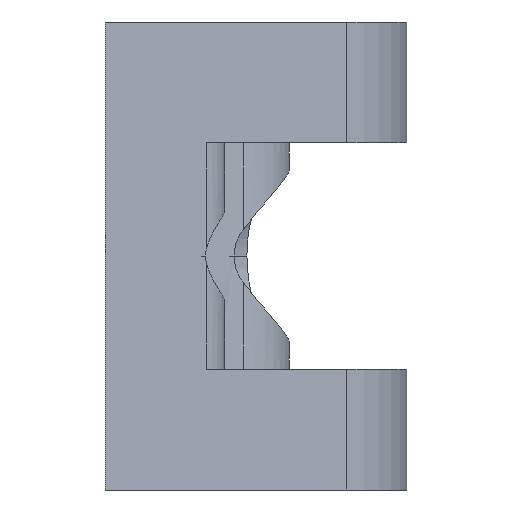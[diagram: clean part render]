
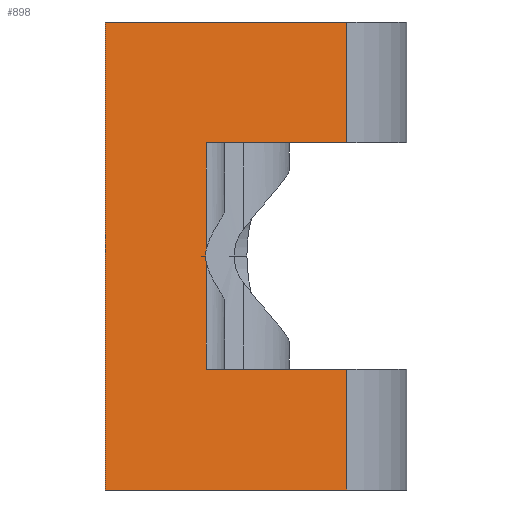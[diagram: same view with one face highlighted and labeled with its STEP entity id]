
A CAD part, left-side view. The second image highlights one B-rep face of the part: STEP entity #898.
In plain terms, the highlighted planar face has unit normal (-0.8, -0.6, 0).
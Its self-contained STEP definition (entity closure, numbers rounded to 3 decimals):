
#57=CARTESIAN_POINT('Line Origine',(-238.642,0.,307.5)) ;
#61=CARTESIAN_POINT('Vertex',(-238.642,0.,323.)) ;
#63=CARTESIAN_POINT('Vertex',(-238.642,0.,292.)) ;
#223=CARTESIAN_POINT('Vertex',(-233.603,-6.719,307.982)) ;
#239=CARTESIAN_POINT('Vertex',(-233.603,-6.719,315.)) ;
#242=CARTESIAN_POINT('Line Origine',(-233.603,-6.719,307.5)) ;
#263=CARTESIAN_POINT('Vertex',(-233.603,-6.719,300.)) ;
#294=CARTESIAN_POINT('Vertex',(-233.603,-6.719,307.018)) ;
#297=CARTESIAN_POINT('Line Origine',(-233.603,-6.719,307.5)) ;
#321=CARTESIAN_POINT('Line Origine',(-230.122,-11.359,300.)) ;
#325=CARTESIAN_POINT('Vertex',(-226.642,-16.,300.)) ;
#462=CARTESIAN_POINT('Line Origine',(-226.642,-16.,307.5)) ;
#466=CARTESIAN_POINT('Vertex',(-226.642,-16.,292.)) ;
#513=CARTESIAN_POINT('Vertex',(-226.642,-16.,315.)) ;
#516=CARTESIAN_POINT('Line Origine',(-230.122,-11.359,315.)) ;
#628=CARTESIAN_POINT('Vertex',(-226.642,-16.,323.)) ;
#631=CARTESIAN_POINT('Line Origine',(-226.642,-16.,307.5)) ;
#811=CARTESIAN_POINT('Control Point',(-233.642,-6.667,307.5)) ;
#812=CARTESIAN_POINT('Control Point',(-233.642,-6.667,307.663)) ;
#813=CARTESIAN_POINT('Control Point',(-233.628,-6.685,307.825)) ;
#814=CARTESIAN_POINT('Control Point',(-233.603,-6.719,307.982)) ;
#815=CARTESIAN_POINT('Vertex',(-233.642,-6.667,307.5)) ;
#856=CARTESIAN_POINT('Control Point',(-233.603,-6.719,307.018)) ;
#857=CARTESIAN_POINT('Control Point',(-233.628,-6.685,307.175)) ;
#858=CARTESIAN_POINT('Control Point',(-233.642,-6.667,307.337)) ;
#859=CARTESIAN_POINT('Control Point',(-233.642,-6.667,307.5)) ;
#870=CARTESIAN_POINT('Axis2P3D Location',(-238.642,0.,320.)) ;
#875=CARTESIAN_POINT('Line Origine',(-232.642,-8.,323.)) ;
#880=CARTESIAN_POINT('Line Origine',(-232.642,-8.,292.)) ;
#58=DIRECTION('Vector Direction',(0.,0.,-1.)) ;
#243=DIRECTION('Vector Direction',(0.,0.,1.)) ;
#298=DIRECTION('Vector Direction',(0.,0.,1.)) ;
#322=DIRECTION('Vector Direction',(0.6,-0.8,0.)) ;
#463=DIRECTION('Vector Direction',(0.,0.,-1.)) ;
#517=DIRECTION('Vector Direction',(0.6,-0.8,0.)) ;
#632=DIRECTION('Vector Direction',(0.,0.,-1.)) ;
#871=DIRECTION('Axis2P3D Direction',(0.8,0.6,0.)) ;
#872=DIRECTION('Axis2P3D XDirection',(0.6,-0.8,0.)) ;
#876=DIRECTION('Vector Direction',(0.6,-0.8,0.)) ;
#881=DIRECTION('Vector Direction',(0.6,-0.8,0.)) ;
#873=AXIS2_PLACEMENT_3D('Plane Axis2P3D',#870,#871,#872) ;
#886=ORIENTED_EDGE('',*,*,#327,.F.) ;
#887=ORIENTED_EDGE('',*,*,#301,.F.) ;
#888=ORIENTED_EDGE('',*,*,#860,.T.) ;
#889=ORIENTED_EDGE('',*,*,#817,.T.) ;
#890=ORIENTED_EDGE('',*,*,#246,.F.) ;
#891=ORIENTED_EDGE('',*,*,#520,.F.) ;
#892=ORIENTED_EDGE('',*,*,#635,.F.) ;
#893=ORIENTED_EDGE('',*,*,#879,.T.) ;
#894=ORIENTED_EDGE('',*,*,#65,.T.) ;
#895=ORIENTED_EDGE('',*,*,#884,.F.) ;
#896=ORIENTED_EDGE('',*,*,#468,.F.) ;
#59=VECTOR('Line Direction',#58,1.) ;
#244=VECTOR('Line Direction',#243,1.) ;
#299=VECTOR('Line Direction',#298,1.) ;
#323=VECTOR('Line Direction',#322,1.) ;
#464=VECTOR('Line Direction',#463,1.) ;
#518=VECTOR('Line Direction',#517,1.) ;
#633=VECTOR('Line Direction',#632,1.) ;
#877=VECTOR('Line Direction',#876,1.) ;
#882=VECTOR('Line Direction',#881,1.) ;
#898=ADVANCED_FACE('Corps principal',(#897),#874,.F.) ;
#810=B_SPLINE_CURVE_WITH_KNOTS('',3,(#811,#812,#813,#814),.UNSPECIFIED.,.F.,.U.,(4,4),(0.,0.69),.UNSPECIFIED.) ;
#855=B_SPLINE_CURVE_WITH_KNOTS('',3,(#856,#857,#858,#859),.UNSPECIFIED.,.F.,.U.,(4,4),(17.353,18.043),.UNSPECIFIED.) ;
#65=EDGE_CURVE('',#62,#64,#60,.T.) ;
#246=EDGE_CURVE('',#240,#224,#245,.F.) ;
#301=EDGE_CURVE('',#295,#264,#300,.F.) ;
#327=EDGE_CURVE('',#264,#326,#324,.T.) ;
#468=EDGE_CURVE('',#326,#467,#465,.T.) ;
#520=EDGE_CURVE('',#514,#240,#519,.F.) ;
#635=EDGE_CURVE('',#629,#514,#634,.T.) ;
#817=EDGE_CURVE('',#816,#224,#810,.T.) ;
#860=EDGE_CURVE('',#295,#816,#855,.T.) ;
#879=EDGE_CURVE('',#629,#62,#878,.F.) ;
#884=EDGE_CURVE('',#467,#64,#883,.F.) ;
#885=EDGE_LOOP('',(#886,#887,#888,#889,#890,#891,#892,#893,#894,#895,#896)) ;
#897=FACE_OUTER_BOUND('',#885,.T.) ;
#60=LINE('Line',#57,#59) ;
#245=LINE('Line',#242,#244) ;
#300=LINE('Line',#297,#299) ;
#324=LINE('Line',#321,#323) ;
#465=LINE('Line',#462,#464) ;
#519=LINE('Line',#516,#518) ;
#634=LINE('Line',#631,#633) ;
#878=LINE('Line',#875,#877) ;
#883=LINE('Line',#880,#882) ;
#874=PLANE('',#873) ;
#62=VERTEX_POINT('',#61) ;
#64=VERTEX_POINT('',#63) ;
#224=VERTEX_POINT('',#223) ;
#240=VERTEX_POINT('',#239) ;
#264=VERTEX_POINT('',#263) ;
#295=VERTEX_POINT('',#294) ;
#326=VERTEX_POINT('',#325) ;
#467=VERTEX_POINT('',#466) ;
#514=VERTEX_POINT('',#513) ;
#629=VERTEX_POINT('',#628) ;
#816=VERTEX_POINT('',#815) ;
